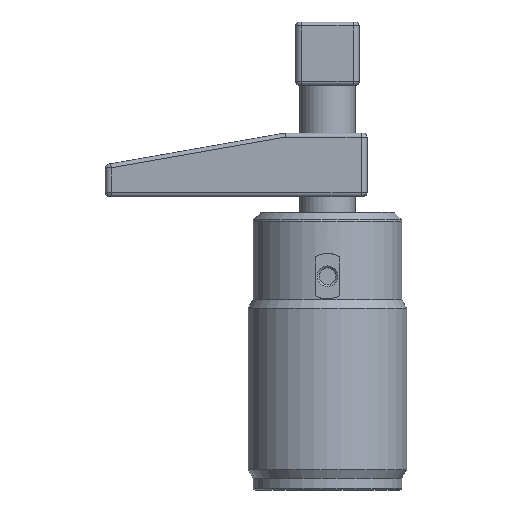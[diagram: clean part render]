
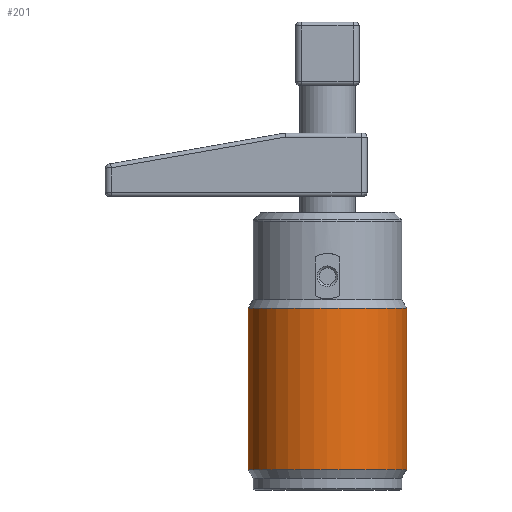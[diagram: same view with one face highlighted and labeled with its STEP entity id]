
A CAD part, front view. The second image highlights one B-rep face of the part: STEP entity #201.
In plain terms, the highlighted cylindrical face has radius 20 mm (diameter 40 mm), a full revolution.
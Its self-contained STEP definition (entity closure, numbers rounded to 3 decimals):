
#201=ADVANCED_FACE('',(#445,#446),#298,.T.);
#298=CYLINDRICAL_SURFACE('',#1417,20.);
#344=CIRCLE('',#1415,20.);
#345=CIRCLE('',#1416,20.);
#445=FACE_BOUND('',#491,.T.);
#446=FACE_BOUND('',#492,.T.);
#491=EDGE_LOOP('',(#758));
#492=EDGE_LOOP('',(#759));
#758=ORIENTED_EDGE('',*,*,#1233,.T.);
#759=ORIENTED_EDGE('',*,*,#1234,.T.);
#1120=VERTEX_POINT('',#2087);
#1121=VERTEX_POINT('',#2089);
#1233=EDGE_CURVE('',#1120,#1120,#344,.T.);
#1234=EDGE_CURVE('',#1121,#1121,#345,.T.);
#1415=AXIS2_PLACEMENT_3D('',#2086,#1617,#1618);
#1416=AXIS2_PLACEMENT_3D('',#2088,#1619,#1620);
#1417=AXIS2_PLACEMENT_3D('',#2090,#1621,#1622);
#1617=DIRECTION('',(0.,0.,1.));
#1618=DIRECTION('',(-1.,0.,0.));
#1619=DIRECTION('',(0.,0.,-1.));
#1620=DIRECTION('',(1.,0.,0.));
#1621=DIRECTION('',(0.,0.,1.));
#1622=DIRECTION('',(1.,0.,0.));
#2086=CARTESIAN_POINT('',(0.,0.,-68.835));
#2087=CARTESIAN_POINT('',(-20.,0.,-68.835));
#2088=CARTESIAN_POINT('',(0.,0.,-28.165));
#2089=CARTESIAN_POINT('',(20.,0.,-28.165));
#2090=CARTESIAN_POINT('',(0.,0.,-71.));
